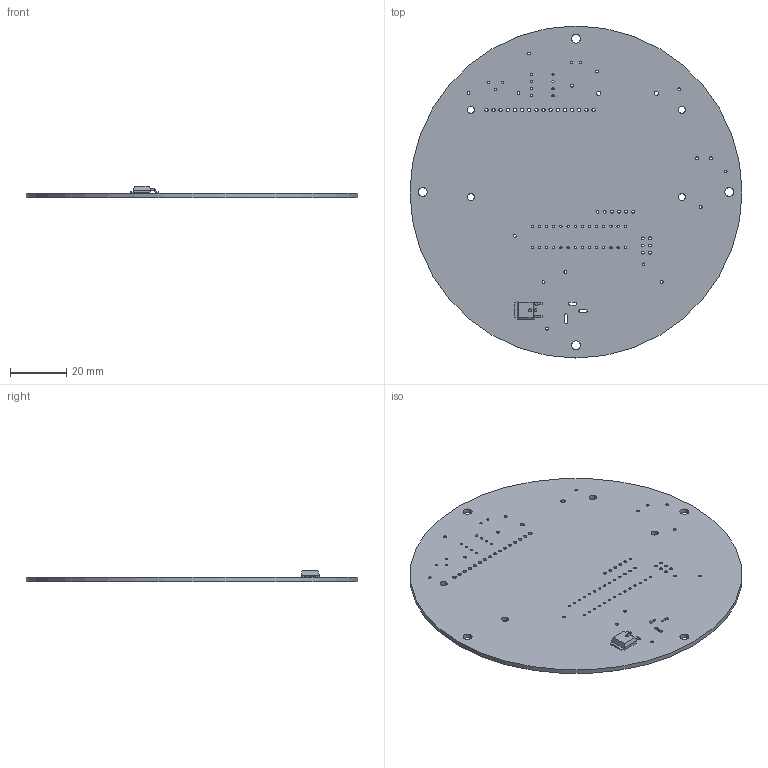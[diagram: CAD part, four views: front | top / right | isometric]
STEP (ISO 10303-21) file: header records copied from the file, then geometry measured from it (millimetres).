
FILE_DESCRIPTION(('KiCad electronic assembly'),'2;1');
FILE_NAME('First Round Clock.step','2022-07-21T02:53:07',('Pcbnew'),( 'Kicad'),'Open CASCADE STEP processor 7.6','KiCad to STEP converter' ,'Unknown');
FILE_SCHEMA(('AUTOMOTIVE_DESIGN { 1 0 10303 214 1 1 1 1 }'));
Length unit declared in the file: millimetre
Products named in the file (4): First Round Clock 1; TO-252-2; SOLID; _autosave-First Round Clock PCB
Assembly tree (3 placements, depth 3):
  First Round Clock 1
    TO-252-2
      SOLID
    _autosave-First Round Clock PCB
Bounding box: 118 x 118 x 3.97 mm (x, y, z)
Volume: 17386.8 mm3; surface area: 22940 mm2
Topology: 2 solids, 2 shells, 190 faces, 536 edges, 354 vertices
Faces by surface type: cylinder 102, bspline 80, plane 8
Full cylindrical faces by diameter (mm): 0.8 x41, 1 x28, 1.2 x16, 1.5 x2, 2.5 x4, 3.2 x4, 118 x1
Entity records: 13677 total; most frequent: CARTESIAN_POINT 3202, DIRECTION 1404, ORIENTED_EDGE 1072, PCURVE 1072, DEFINITIONAL_REPRESENTATION 1072, B_SPLINE_CURVE_WITH_KNOTS 584, LINE 564, VECTOR 564
